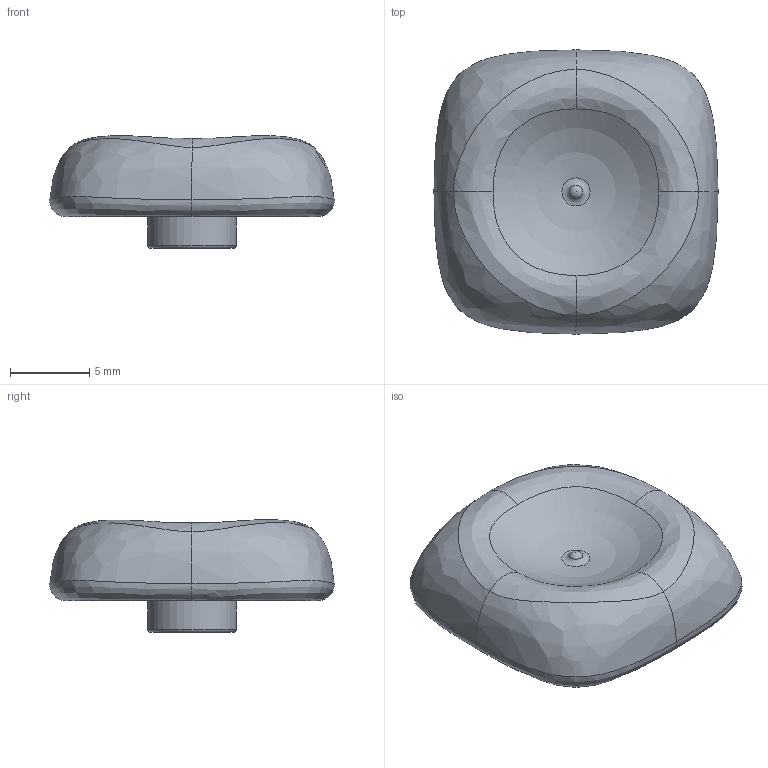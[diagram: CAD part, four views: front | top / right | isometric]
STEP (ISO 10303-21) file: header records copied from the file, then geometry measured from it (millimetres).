
FILE_DESCRIPTION(/* description */ (''),/* implementation_level */ '2;1');
FILE_NAME(/* name */ 'Normal_Home.step',/* time_stamp */ '2024-10-08T19:44:11+05:00',/* author */ (''),/* organization */ (''),/* preprocessor_version */ 'ST-DEVELOPER v20',/* originating_system */ 'Autodesk Translation Framework v13.20.0.188',/* authorisation */ '');
FILE_SCHEMA (('AUTOMOTIVE_DESIGN { 1 0 10303 214 3 1 1 }'));
Length unit declared in the file: millimetre
Products named in the file (1): (Unsaved)
Bounding box: 17.92 x 17.93 x 7.1 mm (x, y, z)
Volume: 840.8 mm3; surface area: 960.2 mm2
Topology: 1 solids, 1 shells, 125 faces, 310 edges, 188 vertices
Faces by surface type: bspline 76, cylinder 26, plane 15, torus 5, sphere 3
Full cylindrical faces by diameter (mm): 5.6 x1, 7 x1
Entity records: 7247 total; most frequent: CARTESIAN_POINT 4533, ORIENTED_EDGE 618, DIRECTION 484, EDGE_CURVE 309, AXIS2_PLACEMENT_3D 211, VERTEX_POINT 188, CIRCLE 161, EDGE_LOOP 127
